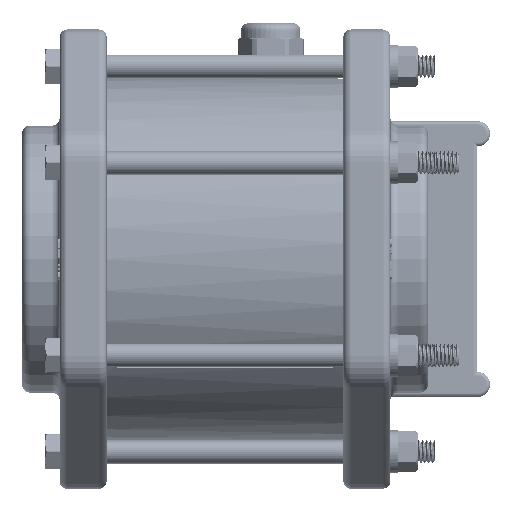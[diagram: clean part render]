
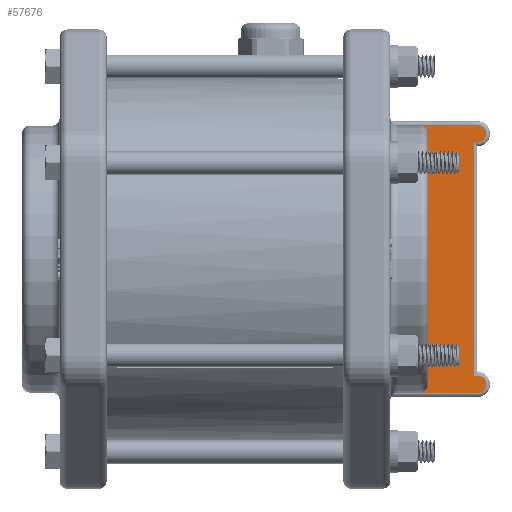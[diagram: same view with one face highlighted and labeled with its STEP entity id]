
A CAD part, front view. The second image highlights one B-rep face of the part: STEP entity #57676.
In plain terms, the highlighted face is planar.
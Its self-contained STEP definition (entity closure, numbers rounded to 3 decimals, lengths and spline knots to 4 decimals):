
#1562=FACE_BOUND('',#12607,.T.);
#2622=CIRCLE('',#61075,0.44);
#2626=CIRCLE('',#61081,0.44);
#2629=CIRCLE('',#61086,0.14);
#2633=CIRCLE('',#61093,0.14);
#2634=CIRCLE('',#61095,0.7685);
#2635=CIRCLE('',#61096,0.3725);
#2636=CIRCLE('',#61097,0.7685);
#2637=CIRCLE('',#61098,0.3725);
#2638=CIRCLE('',#61099,0.7685);
#2639=CIRCLE('',#61100,0.3725);
#2640=CIRCLE('',#61101,0.7685);
#2641=CIRCLE('',#61102,0.3725);
#8898=FACE_OUTER_BOUND('',#12606,.T.);
#12606=EDGE_LOOP('',(#50709,#50710,#50711,#50712,#50713,#50714,#50715,#50716,
#50717,#50718,#50719,#50720));
#12607=EDGE_LOOP('',(#50721,#50722,#50723,#50724,#50725,#50726,#50727,#50728,
#50729,#50730,#50731,#50732,#50733,#50734,#50735,#50736));
#17618=LINE('',#112561,#22515);
#17620=LINE('',#112569,#22517);
#17621=LINE('',#112574,#22518);
#17635=LINE('',#112626,#22532);
#17637=LINE('',#112638,#22534);
#17639=LINE('',#112650,#22536);
#17642=LINE('',#112689,#22539);
#17644=LINE('',#112695,#22541);
#17645=LINE('',#112702,#22542);
#17646=LINE('',#112706,#22543);
#17647=LINE('',#112709,#22544);
#17648=LINE('',#112712,#22545);
#17649=LINE('',#112716,#22546);
#17650=LINE('',#112720,#22547);
#17651=LINE('',#112724,#22548);
#17652=LINE('',#112728,#22549);
#22515=VECTOR('',#72019,0.34);
#22517=VECTOR('',#72027,1.38);
#22518=VECTOR('',#72032,0.34);
#22532=VECTOR('',#72076,1.26);
#22534=VECTOR('',#72090,3.4);
#22536=VECTOR('',#72104,5.25);
#22539=VECTOR('',#72115,3.747);
#22541=VECTOR('',#72121,2.61);
#22542=VECTOR('',#72130,0.7058);
#22543=VECTOR('',#72133,0.7058);
#22544=VECTOR('',#72136,0.7058);
#22545=VECTOR('',#72139,0.7058);
#22546=VECTOR('',#72142,0.7058);
#22547=VECTOR('',#72145,0.7058);
#22548=VECTOR('',#72148,0.7058);
#22549=VECTOR('',#72151,0.7058);
#27666=VERTEX_POINT('',#112347);
#27669=VERTEX_POINT('',#112354);
#27728=VERTEX_POINT('',#112554);
#27731=VERTEX_POINT('',#112559);
#27732=VERTEX_POINT('',#112563);
#27736=VERTEX_POINT('',#112573);
#27751=VERTEX_POINT('',#112624);
#27753=VERTEX_POINT('',#112630);
#27755=VERTEX_POINT('',#112636);
#27757=VERTEX_POINT('',#112642);
#27759=VERTEX_POINT('',#112648);
#27760=VERTEX_POINT('',#112653);
#27763=VERTEX_POINT('',#112674);
#27764=VERTEX_POINT('',#112691);
#27766=VERTEX_POINT('',#112700);
#27767=VERTEX_POINT('',#112701);
#27768=VERTEX_POINT('',#112703);
#27769=VERTEX_POINT('',#112705);
#27770=VERTEX_POINT('',#112707);
#27771=VERTEX_POINT('',#112711);
#27772=VERTEX_POINT('',#112713);
#27773=VERTEX_POINT('',#112715);
#27774=VERTEX_POINT('',#112717);
#27775=VERTEX_POINT('',#112719);
#27776=VERTEX_POINT('',#112721);
#27777=VERTEX_POINT('',#112723);
#27778=VERTEX_POINT('',#112725);
#27779=VERTEX_POINT('',#112727);
#35516=EDGE_CURVE('',#27731,#27728,#17618,.T.);
#35520=EDGE_CURVE('',#27728,#27732,#17620,.T.);
#35522=EDGE_CURVE('',#27732,#27736,#17621,.T.);
#35545=EDGE_CURVE('',#27731,#27751,#17635,.T.);
#35548=EDGE_CURVE('',#27753,#27751,#2622,.T.);
#35551=EDGE_CURVE('',#27755,#27753,#17637,.T.);
#35554=EDGE_CURVE('',#27757,#27755,#2626,.T.);
#35557=EDGE_CURVE('',#27759,#27757,#17639,.T.);
#35559=EDGE_CURVE('',#27760,#27759,#2629,.T.);
#35564=EDGE_CURVE('',#27763,#27760,#17642,.T.);
#35567=EDGE_CURVE('',#27764,#27736,#17644,.T.);
#35569=EDGE_CURVE('',#27764,#27763,#2633,.T.);
#35570=EDGE_CURVE('',#27766,#27767,#17645,.T.);
#35571=EDGE_CURVE('',#27768,#27766,#2634,.T.);
#35572=EDGE_CURVE('',#27769,#27768,#17646,.T.);
#35573=EDGE_CURVE('',#27770,#27769,#2635,.T.);
#35574=EDGE_CURVE('',#27669,#27770,#17647,.T.);
#35575=EDGE_CURVE('',#27666,#27669,#2636,.T.);
#35576=EDGE_CURVE('',#27771,#27666,#17648,.T.);
#35577=EDGE_CURVE('',#27772,#27771,#2637,.T.);
#35578=EDGE_CURVE('',#27773,#27772,#17649,.T.);
#35579=EDGE_CURVE('',#27774,#27773,#2638,.T.);
#35580=EDGE_CURVE('',#27775,#27774,#17650,.T.);
#35581=EDGE_CURVE('',#27776,#27775,#2639,.T.);
#35582=EDGE_CURVE('',#27777,#27776,#17651,.T.);
#35583=EDGE_CURVE('',#27778,#27777,#2640,.T.);
#35584=EDGE_CURVE('',#27779,#27778,#17652,.T.);
#35585=EDGE_CURVE('',#27767,#27779,#2641,.T.);
#50709=ORIENTED_EDGE('',*,*,#35545,.T.);
#50710=ORIENTED_EDGE('',*,*,#35548,.F.);
#50711=ORIENTED_EDGE('',*,*,#35551,.F.);
#50712=ORIENTED_EDGE('',*,*,#35554,.F.);
#50713=ORIENTED_EDGE('',*,*,#35557,.F.);
#50714=ORIENTED_EDGE('',*,*,#35559,.F.);
#50715=ORIENTED_EDGE('',*,*,#35564,.F.);
#50716=ORIENTED_EDGE('',*,*,#35569,.F.);
#50717=ORIENTED_EDGE('',*,*,#35567,.T.);
#50718=ORIENTED_EDGE('',*,*,#35522,.F.);
#50719=ORIENTED_EDGE('',*,*,#35520,.F.);
#50720=ORIENTED_EDGE('',*,*,#35516,.F.);
#50721=ORIENTED_EDGE('',*,*,#35570,.F.);
#50722=ORIENTED_EDGE('',*,*,#35571,.F.);
#50723=ORIENTED_EDGE('',*,*,#35572,.F.);
#50724=ORIENTED_EDGE('',*,*,#35573,.F.);
#50725=ORIENTED_EDGE('',*,*,#35574,.F.);
#50726=ORIENTED_EDGE('',*,*,#35575,.F.);
#50727=ORIENTED_EDGE('',*,*,#35576,.F.);
#50728=ORIENTED_EDGE('',*,*,#35577,.F.);
#50729=ORIENTED_EDGE('',*,*,#35578,.F.);
#50730=ORIENTED_EDGE('',*,*,#35579,.F.);
#50731=ORIENTED_EDGE('',*,*,#35580,.F.);
#50732=ORIENTED_EDGE('',*,*,#35581,.F.);
#50733=ORIENTED_EDGE('',*,*,#35582,.F.);
#50734=ORIENTED_EDGE('',*,*,#35583,.F.);
#50735=ORIENTED_EDGE('',*,*,#35584,.F.);
#50736=ORIENTED_EDGE('',*,*,#35585,.F.);
#54709=PLANE('',#61094);
#57676=ADVANCED_FACE('',(#8898,#1562),#54709,.F.);
#61075=AXIS2_PLACEMENT_3D('',#112632,#72082,#72083);
#61081=AXIS2_PLACEMENT_3D('',#112644,#72096,#72097);
#61086=AXIS2_PLACEMENT_3D('',#112654,#72108,#72109);
#61093=AXIS2_PLACEMENT_3D('',#112698,#72126,#72127);
#61094=AXIS2_PLACEMENT_3D('',#112699,#72128,#72129);
#61095=AXIS2_PLACEMENT_3D('',#112704,#72131,#72132);
#61096=AXIS2_PLACEMENT_3D('',#112708,#72134,#72135);
#61097=AXIS2_PLACEMENT_3D('',#112710,#72137,#72138);
#61098=AXIS2_PLACEMENT_3D('',#112714,#72140,#72141);
#61099=AXIS2_PLACEMENT_3D('',#112718,#72143,#72144);
#61100=AXIS2_PLACEMENT_3D('',#112722,#72146,#72147);
#61101=AXIS2_PLACEMENT_3D('',#112726,#72149,#72150);
#61102=AXIS2_PLACEMENT_3D('',#112729,#72152,#72153);
#72019=DIRECTION('',(0.,-1.,0.));
#72027=DIRECTION('',(1.,0.,0.));
#72032=DIRECTION('',(0.,1.,0.));
#72076=DIRECTION('',(-1.,0.,0.));
#72082=DIRECTION('center_axis',(0.,0.,1.));
#72083=DIRECTION('ref_axis',(-0.707,-0.707,0.));
#72090=DIRECTION('',(0.,-1.,0.));
#72096=DIRECTION('center_axis',(0.,0.,1.));
#72097=DIRECTION('ref_axis',(-0.707,0.707,0.));
#72104=DIRECTION('',(-1.,0.,0.));
#72108=DIRECTION('center_axis',(0.,0.,1.));
#72109=DIRECTION('ref_axis',(1.,0.,0.));
#72115=DIRECTION('',(0.,1.,0.));
#72121=DIRECTION('',(-1.,0.,0.));
#72126=DIRECTION('center_axis',(0.,0.,1.));
#72127=DIRECTION('ref_axis',(1.,0.,0.));
#72128=DIRECTION('center_axis',(0.,0.,1.));
#72129=DIRECTION('ref_axis',(1.,0.,0.));
#72130=DIRECTION('',(0.707,0.707,0.));
#72131=DIRECTION('center_axis',(0.,0.,-1.));
#72132=DIRECTION('ref_axis',(0.,1.,0.));
#72133=DIRECTION('',(0.707,-0.707,0.));
#72134=DIRECTION('center_axis',(0.,0.,-1.));
#72135=DIRECTION('ref_axis',(-0.707,0.707,0.));
#72136=DIRECTION('',(-0.707,0.707,0.));
#72137=DIRECTION('center_axis',(0.,0.,-1.));
#72138=DIRECTION('ref_axis',(-1.,0.,0.));
#72139=DIRECTION('',(0.707,0.707,0.));
#72140=DIRECTION('center_axis',(0.,0.,-1.));
#72141=DIRECTION('ref_axis',(-0.707,-0.707,0.));
#72142=DIRECTION('',(-0.707,-0.707,0.));
#72143=DIRECTION('center_axis',(0.,0.,-1.));
#72144=DIRECTION('ref_axis',(0.,-1.,0.));
#72145=DIRECTION('',(-0.707,0.707,0.));
#72146=DIRECTION('center_axis',(0.,0.,-1.));
#72147=DIRECTION('ref_axis',(0.707,-0.707,0.));
#72148=DIRECTION('',(0.707,-0.707,0.));
#72149=DIRECTION('center_axis',(0.,0.,-1.));
#72150=DIRECTION('ref_axis',(1.,0.,0.));
#72151=DIRECTION('',(-0.707,-0.707,0.));
#72152=DIRECTION('center_axis',(0.,0.,-1.));
#72153=DIRECTION('ref_axis',(0.707,0.707,0.));
#112347=CARTESIAN_POINT('',(-1.9937,-0.2119,-0.4));
#112354=CARTESIAN_POINT('',(-1.9937,0.2119,-0.4));
#112554=CARTESIAN_POINT('',(-1.215,-2.48,-0.4));
#112559=CARTESIAN_POINT('',(-1.215,-2.14,-0.4));
#112561=CARTESIAN_POINT('',(-1.215,-2.14,-0.4));
#112563=CARTESIAN_POINT('',(0.165,-2.48,-0.4));
#112569=CARTESIAN_POINT('',(-1.215,-2.48,-0.4));
#112573=CARTESIAN_POINT('',(0.165,-2.14,-0.4));
#112574=CARTESIAN_POINT('',(0.165,-2.48,-0.4));
#112624=CARTESIAN_POINT('',(-2.475,-2.14,-0.4));
#112626=CARTESIAN_POINT('',(-1.215,-2.14,-0.4));
#112630=CARTESIAN_POINT('',(-2.915,-1.7,-0.4));
#112632=CARTESIAN_POINT('Origin',(-2.475,-1.7,-0.4));
#112636=CARTESIAN_POINT('',(-2.915,1.7,-0.4));
#112638=CARTESIAN_POINT('',(-2.915,1.7,-0.4));
#112642=CARTESIAN_POINT('',(-2.475,2.14,-0.4));
#112644=CARTESIAN_POINT('Origin',(-2.475,1.7,-0.4));
#112648=CARTESIAN_POINT('',(2.775,2.14,-0.4));
#112650=CARTESIAN_POINT('',(2.775,2.14,-0.4));
#112653=CARTESIAN_POINT('',(2.715,1.8735,-0.4));
#112654=CARTESIAN_POINT('Origin',(2.775,2.,-0.4));
#112674=CARTESIAN_POINT('',(2.715,-1.8735,-0.4));
#112689=CARTESIAN_POINT('',(2.715,-1.8735,-0.4));
#112691=CARTESIAN_POINT('',(2.775,-2.14,-0.4));
#112695=CARTESIAN_POINT('',(2.775,-2.14,-0.4));
#112698=CARTESIAN_POINT('Origin',(2.775,-2.,-0.4));
#112699=CARTESIAN_POINT('Origin',(0.0347,0.,-0.4));
#112700=CARTESIAN_POINT('',(-1.0431,0.7387,-0.4));
#112701=CARTESIAN_POINT('',(-0.544,1.2378,-0.4));
#112702=CARTESIAN_POINT('',(-1.0431,0.7387,-0.4));
#112703=CARTESIAN_POINT('',(-1.4669,0.7387,-0.4));
#112704=CARTESIAN_POINT('Origin',(-1.255,0.,-0.4));
#112705=CARTESIAN_POINT('',(-1.966,1.2378,-0.4));
#112706=CARTESIAN_POINT('',(-1.966,1.2378,-0.4));
#112707=CARTESIAN_POINT('',(-2.4928,0.711,-0.4));
#112708=CARTESIAN_POINT('Origin',(-2.2294,0.9744,-0.4));
#112709=CARTESIAN_POINT('',(-1.9937,0.2119,-0.4));
#112710=CARTESIAN_POINT('Origin',(-1.255,0.,-0.4));
#112711=CARTESIAN_POINT('',(-2.4928,-0.711,-0.4));
#112712=CARTESIAN_POINT('',(-2.4928,-0.711,-0.4));
#112713=CARTESIAN_POINT('',(-1.966,-1.2378,-0.4));
#112714=CARTESIAN_POINT('Origin',(-2.2294,-0.9744,
-0.4));
#112715=CARTESIAN_POINT('',(-1.4669,-0.7387,-0.4));
#112716=CARTESIAN_POINT('',(-1.4669,-0.7387,-0.4));
#112717=CARTESIAN_POINT('',(-1.0431,-0.7387,-0.4));
#112718=CARTESIAN_POINT('Origin',(-1.255,0.,-0.4));
#112719=CARTESIAN_POINT('',(-0.544,-1.2378,-0.4));
#112720=CARTESIAN_POINT('',(-0.544,-1.2378,-0.4));
#112721=CARTESIAN_POINT('',(-0.0172,-0.711,-0.4));
#112722=CARTESIAN_POINT('Origin',(-0.2806,-0.9744,
-0.4));
#112723=CARTESIAN_POINT('',(-0.5163,-0.2119,-0.4));
#112724=CARTESIAN_POINT('',(-0.5163,-0.2119,-0.4));
#112725=CARTESIAN_POINT('',(-0.5163,0.2119,-0.4));
#112726=CARTESIAN_POINT('Origin',(-1.255,0.,-0.4));
#112727=CARTESIAN_POINT('',(-0.0172,0.711,-0.4));
#112728=CARTESIAN_POINT('',(-0.0172,0.711,-0.4));
#112729=CARTESIAN_POINT('Origin',(-0.2806,0.9744,
-0.4));
